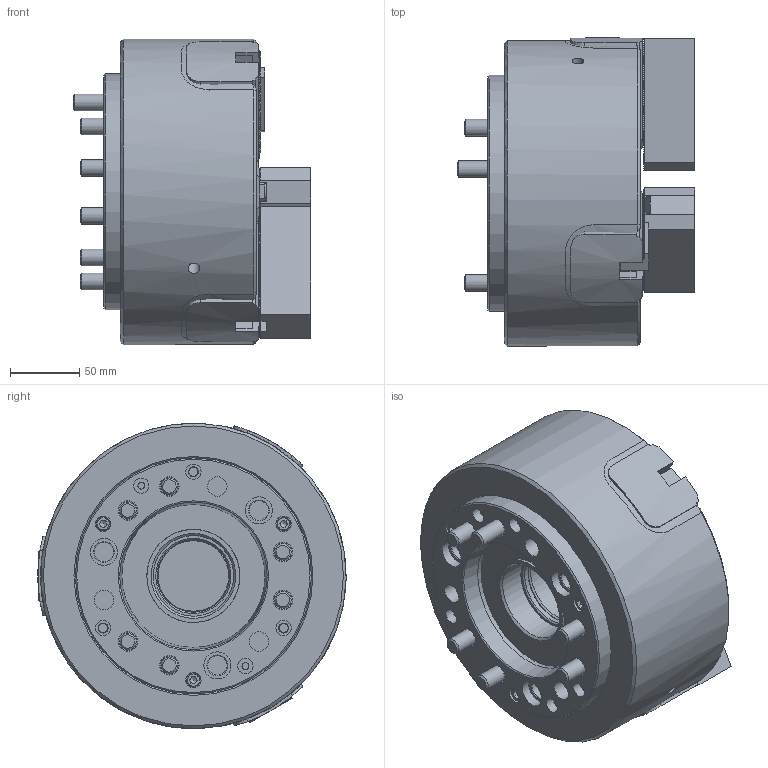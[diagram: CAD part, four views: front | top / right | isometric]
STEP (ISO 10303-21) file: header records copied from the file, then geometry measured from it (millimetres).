
FILE_DESCRIPTION (( 'STEP AP203' ), '1' );
FILE_NAME ('CF-3HS-08A6.STEP', '2024-10-15T06:52:20', ( '' ), ( '' ), 'SwSTEP 2.0', 'SolidWorks 2020', '' );
FILE_SCHEMA (( 'CONFIG_CONTROL_DESIGN' ));
Length unit declared in the file: millimetre
Products named in the file (16): CF-3HS-08-02000; CF-3HS-08-05000; 3H-08-08000; CF-3HS-08A6; 圓頭內六角螺栓_M6x18; 圓頭內六角螺栓_M12x115; SJ-08; CF-3HS-08-03000; 3PS-08-09000; 3H-08-11000-A6法蘭; 圓頭內六角螺栓_M12x30; CF-3HS-08-08000; CF-3HS-08-07000; 圓頭內六角螺栓_M12x110; CF-3HS-08-01000; CF-3H-208-04000(T型塊)
Assembly tree (36 placements, depth 2):
  CF-3HS-08A6
    CF-3HS-08-01000
    CF-3HS-08-02000
    CF-3HS-08-03000  x3
    CF-3HS-08-07000  x3
    CF-3HS-08-05000
    CF-3H-208-04000(T型塊)  x3
    SJ-08  x2
    圓頭內六角螺栓_M12x30  x4
    圓頭內六角螺栓_M12x110  x5
    圓頭內六角螺栓_M12x115
    CF-3HS-08-08000
    3H-08-08000
    3PS-08-09000  x6
    3H-08-11000-A6法蘭
    圓頭內六角螺栓_M6x18  x3
Bounding box: 171.25 x 221.96 x 219.9 mm (x, y, z)
Volume: 4069525.7 mm3; surface area: 563325.1 mm2
Topology: 36 solids, 36 shells, 2949 faces, 8310 edges, 5486 vertices
Faces by surface type: plane 2130, cylinder 702, cone 107, torus 10
Full cylindrical faces by diameter (mm): 4 x6, 5 x6, 6 x3, 6.6 x6, 8.5 x2, 10 x3, 10.2 x6, 10.5 x6, 11 x8, 12 x10, 13 x4, 13.5 x6, 14 x12, 18 x10, 19 x4, 19.5 x3, 20 x6, 20.5 x6, 47 x1, 51.8 x2, 52 x1, 52.2 x1, 53.5 x1, 55 x2, 55.2 x2, 58 x1, 64 x1, 67 x1, 67.1 x1, 73 x1
Entity records: 42280 total; most frequent: CARTESIAN_POINT 8814, ORIENTED_EDGE 6788, DIRECTION 5869, EDGE_CURVE 3394, VECTOR 2609, LINE 2609, VERTEX_POINT 2326, AXIS2_PLACEMENT_3D 1630
